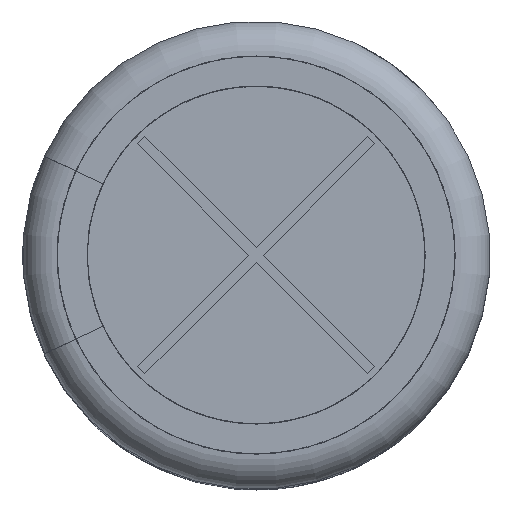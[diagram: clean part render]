
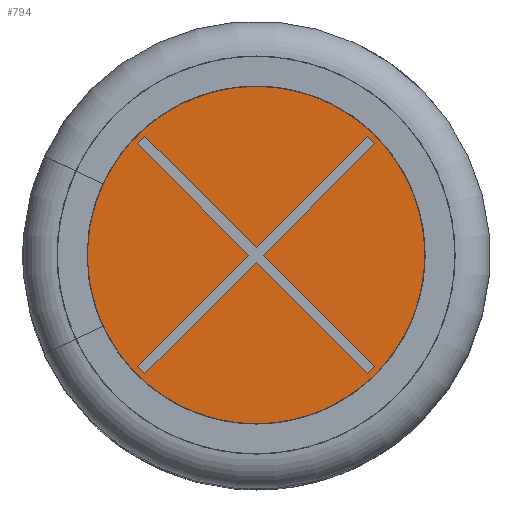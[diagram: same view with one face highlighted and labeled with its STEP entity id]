
A CAD part, top view. The second image highlights one B-rep face of the part: STEP entity #794.
In plain terms, the highlighted planar face has unit normal (0, 0, 1).
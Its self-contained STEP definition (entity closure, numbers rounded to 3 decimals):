
#794 = ADVANCED_FACE( '', ( #2032, #2033 ), #2034, .T. );
#2032 = FACE_OUTER_BOUND( '', #4690, .T. );
#2033 = FACE_BOUND( '', #4691, .T. );
#2034 = PLANE( '', #4692 );
#4690 = EDGE_LOOP( '', ( #10730 ) );
#4691 = EDGE_LOOP( '', ( #10731, #10732, #10733, #10734, #10735, #10736, #10737, #10738, #10739, #10740, #10741, #10742 ) );
#4692 = AXIS2_PLACEMENT_3D( '', #10743, #10744, #10745 );
#10730 = ORIENTED_EDGE( '', *, *, #13935, .F. );
#10731 = ORIENTED_EDGE( '', *, *, #14172, .T. );
#10732 = ORIENTED_EDGE( '', *, *, #14559, .T. );
#10733 = ORIENTED_EDGE( '', *, *, #14560, .T. );
#10734 = ORIENTED_EDGE( '', *, *, #14005, .T. );
#10735 = ORIENTED_EDGE( '', *, *, #14561, .T. );
#10736 = ORIENTED_EDGE( '', *, *, #13902, .T. );
#10737 = ORIENTED_EDGE( '', *, *, #14562, .T. );
#10738 = ORIENTED_EDGE( '', *, *, #14563, .T. );
#10739 = ORIENTED_EDGE( '', *, *, #14564, .T. );
#10740 = ORIENTED_EDGE( '', *, *, #14565, .T. );
#10741 = ORIENTED_EDGE( '', *, *, #14566, .T. );
#10742 = ORIENTED_EDGE( '', *, *, #14567, .T. );
#10743 = CARTESIAN_POINT( '', ( -3.404, 0., 11.5 ) );
#10744 = DIRECTION( '', ( 0., 0., 1. ) );
#10745 = DIRECTION( '', ( 1., 0., 0. ) );
#13902 = EDGE_CURVE( '', #15839, #15840, #15841, .T. );
#13935 = EDGE_CURVE( '', #15898, #15898, #15899, .T. );
#14005 = EDGE_CURVE( '', #16020, #16021, #16022, .T. );
#14172 = EDGE_CURVE( '', #16298, #16299, #16300, .T. );
#14559 = EDGE_CURVE( '', #16299, #16974, #16975, .T. );
#14560 = EDGE_CURVE( '', #16974, #16020, #16976, .T. );
#14561 = EDGE_CURVE( '', #16021, #15839, #16977, .T. );
#14562 = EDGE_CURVE( '', #15840, #16978, #16979, .T. );
#14563 = EDGE_CURVE( '', #16978, #16980, #16981, .T. );
#14564 = EDGE_CURVE( '', #16980, #16982, #16983, .T. );
#14565 = EDGE_CURVE( '', #16982, #16984, #16985, .T. );
#14566 = EDGE_CURVE( '', #16984, #16986, #16987, .T. );
#14567 = EDGE_CURVE( '', #16986, #16298, #16988, .T. );
#15839 = VERTEX_POINT( '', #18959 );
#15840 = VERTEX_POINT( '', #18960 );
#15841 = LINE( '', #18961, #18962 );
#15898 = VERTEX_POINT( '', #19058 );
#15899 = CIRCLE( '', #19059, 3.404 );
#16020 = VERTEX_POINT( '', #19270 );
#16021 = VERTEX_POINT( '', #19271 );
#16022 = LINE( '', #19272, #19273 );
#16298 = VERTEX_POINT( '', #20079 );
#16299 = VERTEX_POINT( '', #20080 );
#16300 = LINE( '', #20081, #20082 );
#16974 = VERTEX_POINT( '', #22156 );
#16975 = LINE( '', #22157, #22158 );
#16976 = LINE( '', #22159, #22160 );
#16977 = LINE( '', #22161, #22162 );
#16978 = VERTEX_POINT( '', #22163 );
#16979 = LINE( '', #22164, #22165 );
#16980 = VERTEX_POINT( '', #22166 );
#16981 = LINE( '', #22167, #22168 );
#16982 = VERTEX_POINT( '', #22169 );
#16983 = LINE( '', #22170, #22171 );
#16984 = VERTEX_POINT( '', #22172 );
#16985 = LINE( '', #22173, #22174 );
#16986 = VERTEX_POINT( '', #22175 );
#16987 = LINE( '', #22176, #22177 );
#16988 = LINE( '', #22178, #22179 );
#18959 = CARTESIAN_POINT( '', ( 0.126, 0., 11.5 ) );
#18960 = CARTESIAN_POINT( '', ( 2.026, -1.9, 11.5 ) );
#18961 = CARTESIAN_POINT( '', ( 0.126, 0., 11.5 ) );
#18962 = VECTOR( '', #24629, 1000. );
#19058 = CARTESIAN_POINT( '', ( -3.404, 0., 11.5 ) );
#19059 = AXIS2_PLACEMENT_3D( '', #24663, #24664, #24665 );
#19270 = CARTESIAN_POINT( '', ( 1.9, 2.026, 11.5 ) );
#19271 = CARTESIAN_POINT( '', ( 2.026, 1.9, 11.5 ) );
#19272 = CARTESIAN_POINT( '', ( 2.026, 1.9, 11.5 ) );
#19273 = VECTOR( '', #24739, 1000. );
#20079 = CARTESIAN_POINT( '', ( -2.026, 1.9, 11.5 ) );
#20080 = CARTESIAN_POINT( '', ( -1.9, 2.026, 11.5 ) );
#20081 = CARTESIAN_POINT( '', ( -1.9, 2.026, 11.5 ) );
#20082 = VECTOR( '', #24905, 1000. );
#22156 = CARTESIAN_POINT( '', ( 0., 0.126, 11.5 ) );
#22157 = CARTESIAN_POINT( '', ( 0., 0.126, 11.5 ) );
#22158 = VECTOR( '', #25353, 1000. );
#22159 = CARTESIAN_POINT( '', ( 0., 0.126, 11.5 ) );
#22160 = VECTOR( '', #25354, 1000. );
#22161 = CARTESIAN_POINT( '', ( 0.126, 0., 11.5 ) );
#22162 = VECTOR( '', #25355, 1000. );
#22163 = CARTESIAN_POINT( '', ( 1.9, -2.026, 11.5 ) );
#22164 = CARTESIAN_POINT( '', ( 2.026, -1.9, 11.5 ) );
#22165 = VECTOR( '', #25356, 1000. );
#22166 = CARTESIAN_POINT( '', ( 0., -0.126, 11.5 ) );
#22167 = CARTESIAN_POINT( '', ( 0., -0.126, 11.5 ) );
#22168 = VECTOR( '', #25357, 1000. );
#22169 = CARTESIAN_POINT( '', ( -1.9, -2.026, 11.5 ) );
#22170 = CARTESIAN_POINT( '', ( 0., -0.126, 11.5 ) );
#22171 = VECTOR( '', #25358, 1000. );
#22172 = CARTESIAN_POINT( '', ( -2.026, -1.9, 11.5 ) );
#22173 = CARTESIAN_POINT( '', ( -1.9, -2.026, 11.5 ) );
#22174 = VECTOR( '', #25359, 1000. );
#22175 = CARTESIAN_POINT( '', ( -0.126, 0., 11.5 ) );
#22176 = CARTESIAN_POINT( '', ( -0.126, 0., 11.5 ) );
#22177 = VECTOR( '', #25360, 1000. );
#22178 = CARTESIAN_POINT( '', ( -0.126, 0., 11.5 ) );
#22179 = VECTOR( '', #25361, 1000. );
#24629 = DIRECTION( '', ( 0.707, -0.707, 0. ) );
#24663 = CARTESIAN_POINT( '', ( 0., 0., 11.5 ) );
#24664 = DIRECTION( '', ( 0., 0., -1. ) );
#24665 = DIRECTION( '', ( -1., 0., 0. ) );
#24739 = DIRECTION( '', ( 0.707, -0.707, 0. ) );
#24905 = DIRECTION( '', ( 0.707, 0.707, 0. ) );
#25353 = DIRECTION( '', ( 0.707, -0.707, 0. ) );
#25354 = DIRECTION( '', ( 0.707, 0.707, 0. ) );
#25355 = DIRECTION( '', ( -0.707, -0.707, 0. ) );
#25356 = DIRECTION( '', ( -0.707, -0.707, 0. ) );
#25357 = DIRECTION( '', ( -0.707, 0.707, 0. ) );
#25358 = DIRECTION( '', ( -0.707, -0.707, 0. ) );
#25359 = DIRECTION( '', ( -0.707, 0.707, 0. ) );
#25360 = DIRECTION( '', ( 0.707, 0.707, 0. ) );
#25361 = DIRECTION( '', ( -0.707, 0.707, 0. ) );
